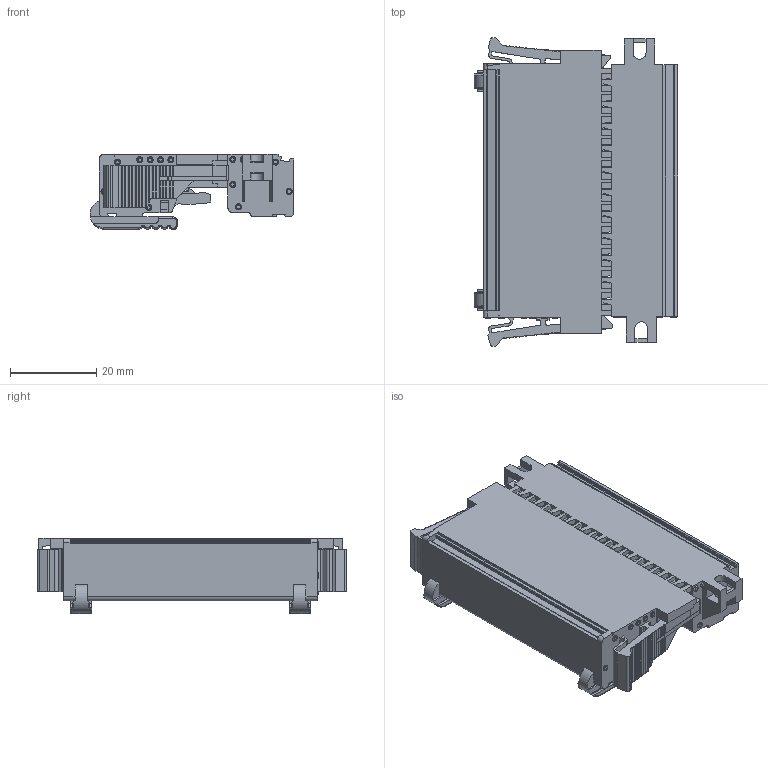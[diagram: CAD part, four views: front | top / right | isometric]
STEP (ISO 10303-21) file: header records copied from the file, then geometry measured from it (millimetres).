
FILE_DESCRIPTION(/* description */ ('Unknown'),/* implementation_level */ '2;1');
FILE_NAME(/* name */ 'DPSC5.08PMV-11W_3D_Solid',/* time_stamp */ '2026-01-06T11:10:58+06:00',/* author */ ('Unknown'),/* organization */ ('Unknown'),/* preprocessor_version */ 'ST-DEVELOPER v16.7',/* originating_system */ 'Solid Edge',/* authorisation */ 'Unknown');
FILE_SCHEMA (('AUTOMOTIVE_DESIGN {1 0 10303 214 3 1 1}'));
Products named in the file (1): DPSC5.08PMV-11W_3D_Solid
Bounding box: 47.27 x 71.67 x 17.48 mm (x, y, z)
Volume: 31173.4 mm3; surface area: 22186.6 mm2
Topology: 1 solids, 48 shells, 5637 faces, 15631 edges, 10260 vertices
Faces by surface type: plane 3746, cylinder 1008, bspline 759, torus 65, cone 35, sphere 24
Full cylindrical faces by diameter (mm): 0.8 x7, 1.3 x1, 1.5 x11, 1.8 x11, 2.8 x11, 3.7 x11
Entity records: 238855 total; most frequent: CARTESIAN_POINT 60004, ORIENTED_EDGE 30876, DIRECTION 25529, EDGE_CURVE 15438, LINE 11231, VECTOR 11231, VERTEX_POINT 10219, AXIS2_PLACEMENT_3D 7149
